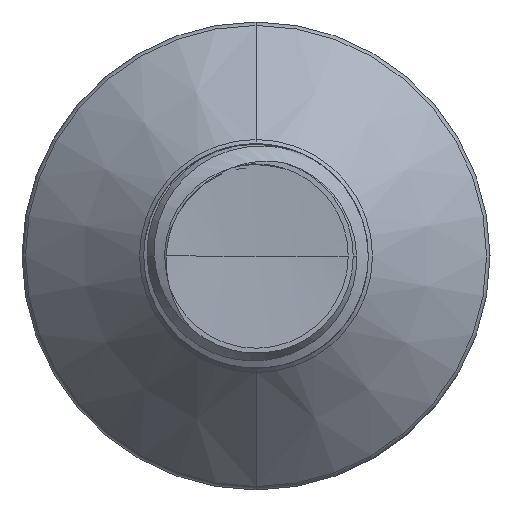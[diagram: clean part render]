
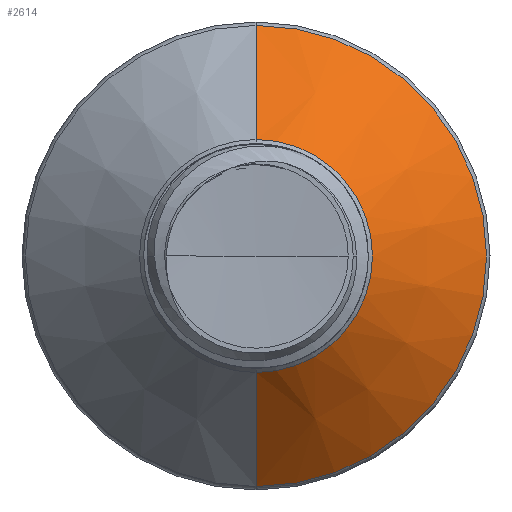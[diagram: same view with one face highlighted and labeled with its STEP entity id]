
A CAD part, front view. The second image highlights one B-rep face of the part: STEP entity #2614.
In plain terms, the highlighted conical face has half-angle 45 degrees and reference radius 1.817 mm.
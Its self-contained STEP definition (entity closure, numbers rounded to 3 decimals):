
#567 = FACE_OUTER_BOUND ( 'NONE', #6029, .T. ) ;
#1282 = DIRECTION ( 'NONE',  ( 0., 0., 1. ) ) ;
#1285 = CARTESIAN_POINT ( 'NONE',  ( 0., 5.939, 0. ) ) ;
#1863 = EDGE_CURVE ( 'NONE', #3001, #11505, #12395, .T. ) ;
#2322 = CARTESIAN_POINT ( 'NONE',  ( 0., 5.939, 0. ) ) ;
#2614 = ADVANCED_FACE ( 'NONE', ( #567 ), #17045, .T. ) ;
#2845 = AXIS2_PLACEMENT_3D ( 'NONE', #4404, #18993, #6535 ) ;
#2938 = DIRECTION ( 'NONE',  ( 0., 1., 0. ) ) ;
#3001 = VERTEX_POINT ( 'NONE', #11108 ) ;
#3218 = ORIENTED_EDGE ( 'NONE', *, *, #14478, .T. ) ;
#4160 = LINE ( 'NONE', #11454, #19982 ) ;
#4404 = CARTESIAN_POINT ( 'NONE',  ( 0., 7.718, 0. ) ) ;
#4455 = DIRECTION ( 'NONE',  ( 0., 0., 1. ) ) ;
#5665 = AXIS2_PLACEMENT_3D ( 'NONE', #1285, #2938, #1282 ) ;
#6029 = EDGE_LOOP ( 'NONE', ( #3218, #6621, #10037, #8772 ) ) ;
#6476 = CARTESIAN_POINT ( 'NONE',  ( 0., 5.939, 1.817 ) ) ;
#6535 = DIRECTION ( 'NONE',  ( 0., 0., 1. ) ) ;
#6621 = ORIENTED_EDGE ( 'NONE', *, *, #7034, .T. ) ;
#6829 = DIRECTION ( 'NONE',  ( 0., 0.707, 0.707 ) ) ;
#7034 = EDGE_CURVE ( 'NONE', #8063, #7148, #4160, .T. ) ;
#7114 = CIRCLE ( 'NONE', #2845, 3.596 ) ;
#7148 = VERTEX_POINT ( 'NONE', #11180 ) ;
#8063 = VERTEX_POINT ( 'NONE', #9309 ) ;
#8772 = ORIENTED_EDGE ( 'NONE', *, *, #1863, .F. ) ;
#9309 = CARTESIAN_POINT ( 'NONE',  ( 0., 5.939, -1.817 ) ) ;
#10037 = ORIENTED_EDGE ( 'NONE', *, *, #18728, .F. ) ;
#10322 = CARTESIAN_POINT ( 'NONE',  ( 0., 7.718, 3.596 ) ) ;
#11108 = CARTESIAN_POINT ( 'NONE',  ( 0., 5.939, 1.817 ) ) ;
#11180 = CARTESIAN_POINT ( 'NONE',  ( 0., 7.718, -3.596 ) ) ;
#11355 = DIRECTION ( 'NONE',  ( 0., 0.707, -0.707 ) ) ;
#11454 = CARTESIAN_POINT ( 'NONE',  ( 0., 5.939, -1.817 ) ) ;
#11505 = VERTEX_POINT ( 'NONE', #10322 ) ;
#12055 = VECTOR ( 'NONE', #6829, 1000. ) ;
#12395 = LINE ( 'NONE', #6476, #12055 ) ;
#14478 = EDGE_CURVE ( 'NONE', #3001, #8063, #22432, .T. ) ;
#17045 = CONICAL_SURFACE ( 'NONE', #5665, 1.817, 0.785 ) ;
#17114 = DIRECTION ( 'NONE',  ( 0., 1., 0. ) ) ;
#18728 = EDGE_CURVE ( 'NONE', #11505, #7148, #7114, .T. ) ;
#18993 = DIRECTION ( 'NONE',  ( 0., 1., 0. ) ) ;
#19685 = AXIS2_PLACEMENT_3D ( 'NONE', #2322, #17114, #4455 ) ;
#19982 = VECTOR ( 'NONE', #11355, 1000. ) ;
#22432 = CIRCLE ( 'NONE', #19685, 1.817 ) ;
